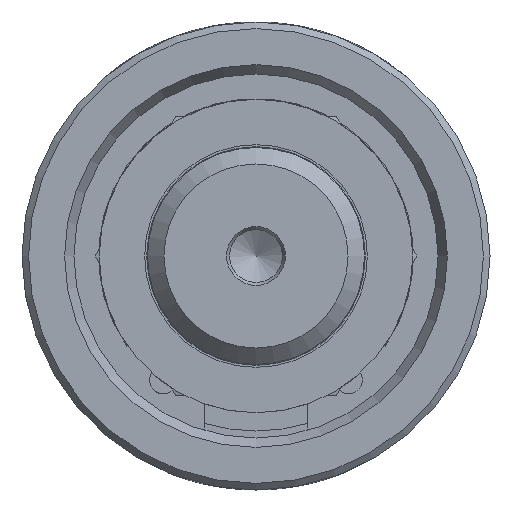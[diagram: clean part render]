
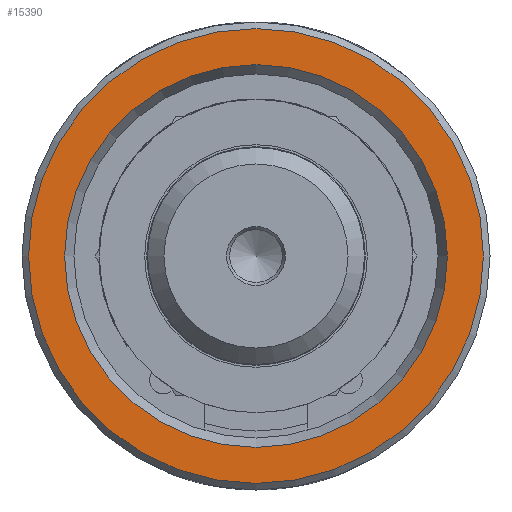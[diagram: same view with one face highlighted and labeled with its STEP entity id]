
A CAD part, left-side view. The second image highlights one B-rep face of the part: STEP entity #15390.
In plain terms, the highlighted planar face has unit normal (-1, 0, 0).
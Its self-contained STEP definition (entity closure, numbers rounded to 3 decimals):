
#15335=CARTESIAN_POINT('',(22.187,0.0,11.6));
#15336=VERTEX_POINT('',#15335);
#15337=CARTESIAN_POINT('',(22.187,0.0,0.0));
#15338=DIRECTION('',(1.0,0.0,0.0));
#15339=DIRECTION('',(0.0,0.0,1.0));
#15340=AXIS2_PLACEMENT_3D('',#15337,#15338,#15339);
#15341=CIRCLE('',#15340,11.6);
#15342=EDGE_CURVE('',#15336,#15336,#15341,.T.);
#15367=CARTESIAN_POINT('',(22.187,13.785,0.));
#15368=VERTEX_POINT('',#15367);
#15369=CARTESIAN_POINT('',(22.187,0.0,0.0));
#15370=DIRECTION('',(1.0,0.0,0.0));
#15371=DIRECTION('',(0.0,-1.0,0.0));
#15372=AXIS2_PLACEMENT_3D('',#15369,#15370,#15371);
#15373=CIRCLE('',#15372,13.785);
#15374=EDGE_CURVE('',#15368,#15368,#15373,.T.);
#15379=CARTESIAN_POINT('',(22.187,0.0,0.0));
#15380=DIRECTION('',(-1.0,0.0,0.0));
#15381=DIRECTION('',(0.0,0.0,1.0));
#15382=AXIS2_PLACEMENT_3D('',#15379,#15380,#15381);
#15383=PLANE('',#15382);
#15384=ORIENTED_EDGE('',*,*,#15374,.F.);
#15385=EDGE_LOOP('',(#15384));
#15386=FACE_OUTER_BOUND('',#15385,.T.);
#15387=ORIENTED_EDGE('',*,*,#15342,.T.);
#15388=EDGE_LOOP('',(#15387));
#15389=FACE_BOUND('',#15388,.T.);
#15390=ADVANCED_FACE('',(#15386,#15389),#15383,.T.);
